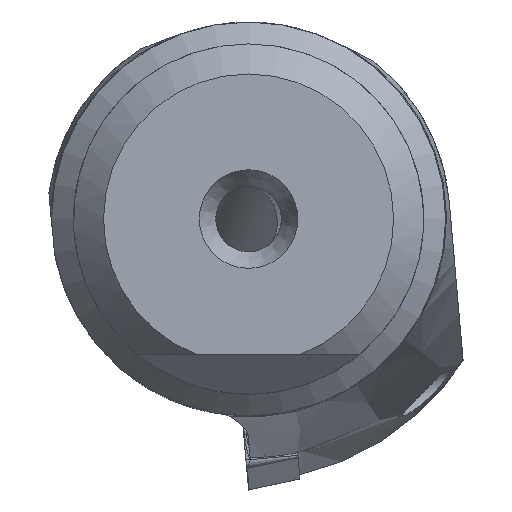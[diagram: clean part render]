
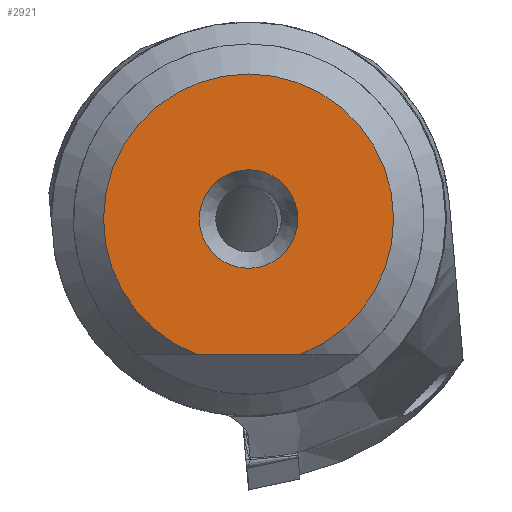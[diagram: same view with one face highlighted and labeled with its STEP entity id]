
A CAD part, left-side view. The second image highlights one B-rep face of the part: STEP entity #2921.
In plain terms, the highlighted planar face has unit normal (-1, 0, 0).
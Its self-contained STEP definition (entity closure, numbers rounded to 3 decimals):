
#20 = PLANE ( 'NONE',  #2213 ) ;
#580 = VERTEX_POINT ( 'NONE', #3450 ) ;
#584 = VERTEX_POINT ( 'NONE', #1737 ) ;
#672 = AXIS2_PLACEMENT_3D ( 'NONE', #2002, #2581, #2304 ) ;
#712 = EDGE_LOOP ( 'NONE', ( #1948, #3515 ) ) ;
#718 = EDGE_CURVE ( 'NONE', #802, #802, #913, .T. ) ;
#802 = VERTEX_POINT ( 'NONE', #2414 ) ;
#913 = CIRCLE ( 'NONE', #2617, 2.25 ) ;
#1075 = CARTESIAN_POINT ( 'NONE',  ( 0., 2.25, -6.2 ) ) ;
#1138 = CARTESIAN_POINT ( 'NONE',  ( 0., 2.25, 0. ) ) ;
#1239 = EDGE_CURVE ( 'NONE', #580, #584, #1957, .T. ) ;
#1266 = DIRECTION ( 'NONE',  ( 0., 0., 1. ) ) ;
#1558 = EDGE_CURVE ( 'NONE', #584, #580, #2504, .T. ) ;
#1617 = DIRECTION ( 'NONE',  ( -1., 0., 0. ) ) ;
#1737 = CARTESIAN_POINT ( 'NONE',  ( 0., 2.335, -6.2 ) ) ;
#1741 = VECTOR ( 'NONE', #1913, 1000. ) ;
#1913 = DIRECTION ( 'NONE',  ( 0., -1., 0. ) ) ;
#1948 = ORIENTED_EDGE ( 'NONE', *, *, #1239, .T. ) ;
#1957 = CIRCLE ( 'NONE', #672, 6.625 ) ;
#2002 = CARTESIAN_POINT ( 'NONE',  ( 0., 0., 0. ) ) ;
#2009 = DIRECTION ( 'NONE',  ( 0., 0., -1. ) ) ;
#2213 = AXIS2_PLACEMENT_3D ( 'NONE', #1138, #2898, #2009 ) ;
#2304 = DIRECTION ( 'NONE',  ( 0., 0., 1. ) ) ;
#2414 = CARTESIAN_POINT ( 'NONE',  ( 0., 0., 2.25 ) ) ;
#2504 = LINE ( 'NONE', #1075, #1741 ) ;
#2581 = DIRECTION ( 'NONE',  ( -1., 0., 0. ) ) ;
#2617 = AXIS2_PLACEMENT_3D ( 'NONE', #3347, #1617, #1266 ) ;
#2717 = FACE_BOUND ( 'NONE', #3622, .T. ) ;
#2812 = FACE_OUTER_BOUND ( 'NONE', #712, .T. ) ;
#2898 = DIRECTION ( 'NONE',  ( 1., 0., 0. ) ) ;
#2921 = ADVANCED_FACE ( 'NONE', ( #2717, #2812 ), #20, .F. ) ;
#3347 = CARTESIAN_POINT ( 'NONE',  ( 0., 0., 0. ) ) ;
#3450 = CARTESIAN_POINT ( 'NONE',  ( 0., -2.335, -6.2 ) ) ;
#3515 = ORIENTED_EDGE ( 'NONE', *, *, #1558, .T. ) ;
#3565 = ORIENTED_EDGE ( 'NONE', *, *, #718, .F. ) ;
#3622 = EDGE_LOOP ( 'NONE', ( #3565 ) ) ;
